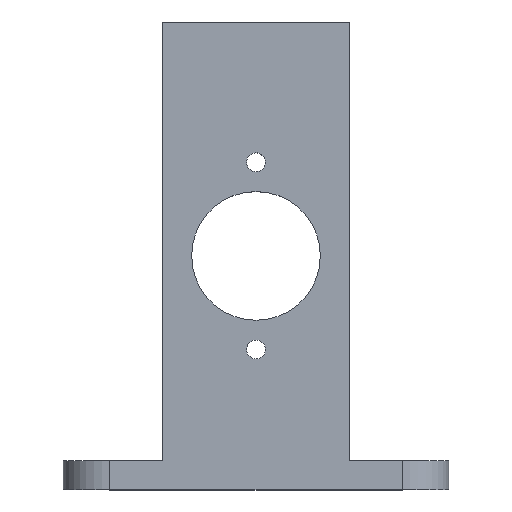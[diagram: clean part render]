
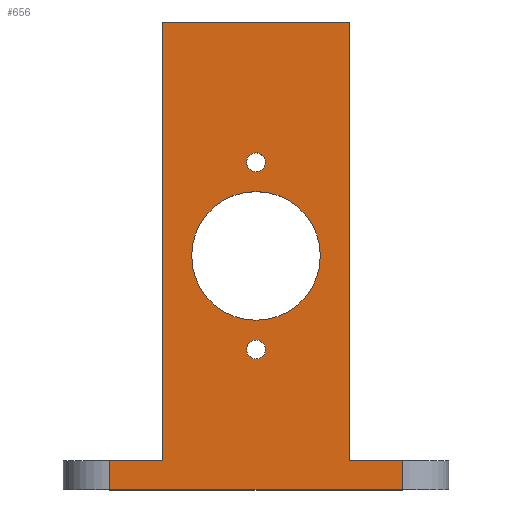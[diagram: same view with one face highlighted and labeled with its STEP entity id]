
A CAD part, top view. The second image highlights one B-rep face of the part: STEP entity #656.
In plain terms, the highlighted planar face has unit normal (0, 0, 1).
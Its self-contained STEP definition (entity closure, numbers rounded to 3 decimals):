
#63=CARTESIAN_POINT('Vertex',(-1.423,24.777,8.)) ;
#77=CARTESIAN_POINT('Vertex',(1.423,23.223,8.)) ;
#80=CARTESIAN_POINT('Axis2P3D Location',(0.,24.,8.)) ;
#97=CARTESIAN_POINT('Axis2P3D Location',(0.,24.,8.)) ;
#114=CARTESIAN_POINT('Line Origine',(16.,42.5,8.)) ;
#118=CARTESIAN_POINT('Vertex',(16.,5.,8.)) ;
#120=CARTESIAN_POINT('Vertex',(16.,80.,8.)) ;
#154=CARTESIAN_POINT('Line Origine',(25.,2.5,8.)) ;
#158=CARTESIAN_POINT('Vertex',(25.,0.,8.)) ;
#160=CARTESIAN_POINT('Vertex',(25.,5.,8.)) ;
#194=CARTESIAN_POINT('Line Origine',(0.,0.,8.)) ;
#198=CARTESIAN_POINT('Vertex',(-25.,0.,8.)) ;
#267=CARTESIAN_POINT('Vertex',(1.423,55.223,8.)) ;
#281=CARTESIAN_POINT('Vertex',(-1.423,56.777,8.)) ;
#284=CARTESIAN_POINT('Axis2P3D Location',(0.,56.,8.)) ;
#301=CARTESIAN_POINT('Axis2P3D Location',(0.,56.,8.)) ;
#441=CARTESIAN_POINT('Vertex',(-11.,40.,8.)) ;
#444=CARTESIAN_POINT('Axis2P3D Location',(0.,40.,8.)) ;
#448=CARTESIAN_POINT('Vertex',(11.,40.,8.)) ;
#468=CARTESIAN_POINT('Axis2P3D Location',(0.,40.,8.)) ;
#498=CARTESIAN_POINT('Vertex',(-16.,5.,8.)) ;
#501=CARTESIAN_POINT('Line Origine',(-16.,42.5,8.)) ;
#505=CARTESIAN_POINT('Vertex',(-16.,80.,8.)) ;
#525=CARTESIAN_POINT('Line Origine',(-25.,2.5,8.)) ;
#529=CARTESIAN_POINT('Vertex',(-25.,5.,8.)) ;
#549=CARTESIAN_POINT('Line Origine',(20.5,5.,8.)) ;
#554=CARTESIAN_POINT('Line Origine',(-20.5,5.,8.)) ;
#593=CARTESIAN_POINT('Line Origine',(0.,80.,8.)) ;
#629=CARTESIAN_POINT('Axis2P3D Location',(25.,0.,8.)) ;
#81=DIRECTION('Axis2P3D Direction',(0.,0.,-1.)) ;
#98=DIRECTION('Axis2P3D Direction',(0.,0.,-1.)) ;
#115=DIRECTION('Vector Direction',(0.,1.,0.)) ;
#155=DIRECTION('Vector Direction',(0.,1.,0.)) ;
#195=DIRECTION('Vector Direction',(-1.,0.,0.)) ;
#285=DIRECTION('Axis2P3D Direction',(0.,0.,-1.)) ;
#302=DIRECTION('Axis2P3D Direction',(0.,0.,-1.)) ;
#445=DIRECTION('Axis2P3D Direction',(-0.,0.,1.)) ;
#469=DIRECTION('Axis2P3D Direction',(-0.,0.,1.)) ;
#502=DIRECTION('Vector Direction',(0.,1.,0.)) ;
#526=DIRECTION('Vector Direction',(0.,1.,0.)) ;
#550=DIRECTION('Vector Direction',(-1.,0.,0.)) ;
#555=DIRECTION('Vector Direction',(-1.,0.,0.)) ;
#594=DIRECTION('Vector Direction',(-1.,0.,0.)) ;
#630=DIRECTION('Axis2P3D Direction',(0.,0.,-1.)) ;
#631=DIRECTION('Axis2P3D XDirection',(-1.,0.,0.)) ;
#82=AXIS2_PLACEMENT_3D('Circle Axis2P3D',#80,#81,$) ;
#99=AXIS2_PLACEMENT_3D('Circle Axis2P3D',#97,#98,$) ;
#286=AXIS2_PLACEMENT_3D('Circle Axis2P3D',#284,#285,$) ;
#303=AXIS2_PLACEMENT_3D('Circle Axis2P3D',#301,#302,$) ;
#446=AXIS2_PLACEMENT_3D('Circle Axis2P3D',#444,#445,$) ;
#470=AXIS2_PLACEMENT_3D('Circle Axis2P3D',#468,#469,$) ;
#632=AXIS2_PLACEMENT_3D('Plane Axis2P3D',#629,#630,#631) ;
#635=ORIENTED_EDGE('',*,*,#507,.F.) ;
#636=ORIENTED_EDGE('',*,*,#558,.F.) ;
#637=ORIENTED_EDGE('',*,*,#531,.F.) ;
#638=ORIENTED_EDGE('',*,*,#200,.T.) ;
#639=ORIENTED_EDGE('',*,*,#162,.T.) ;
#640=ORIENTED_EDGE('',*,*,#553,.F.) ;
#641=ORIENTED_EDGE('',*,*,#122,.T.) ;
#642=ORIENTED_EDGE('',*,*,#597,.F.) ;
#645=ORIENTED_EDGE('',*,*,#84,.T.) ;
#646=ORIENTED_EDGE('',*,*,#101,.T.) ;
#649=ORIENTED_EDGE('',*,*,#305,.T.) ;
#650=ORIENTED_EDGE('',*,*,#288,.T.) ;
#653=ORIENTED_EDGE('',*,*,#450,.F.) ;
#654=ORIENTED_EDGE('',*,*,#472,.F.) ;
#647=FACE_BOUND('',#644,.T.) ;
#651=FACE_BOUND('',#648,.T.) ;
#655=FACE_BOUND('',#652,.T.) ;
#116=VECTOR('Line Direction',#115,1.) ;
#156=VECTOR('Line Direction',#155,1.) ;
#196=VECTOR('Line Direction',#195,1.) ;
#503=VECTOR('Line Direction',#502,1.) ;
#527=VECTOR('Line Direction',#526,1.) ;
#551=VECTOR('Line Direction',#550,1.) ;
#556=VECTOR('Line Direction',#555,1.) ;
#595=VECTOR('Line Direction',#594,1.) ;
#656=ADVANCED_FACE('Corps principal',(#643,#647,#651,#655),#633,.F.) ;
#83=CIRCLE('generated circle',#82,1.621) ;
#100=CIRCLE('generated circle',#99,1.621) ;
#287=CIRCLE('generated circle',#286,1.621) ;
#304=CIRCLE('generated circle',#303,1.621) ;
#447=CIRCLE('generated circle',#446,11.) ;
#471=CIRCLE('generated circle',#470,11.) ;
#84=EDGE_CURVE('',#64,#78,#83,.T.) ;
#101=EDGE_CURVE('',#78,#64,#100,.T.) ;
#122=EDGE_CURVE('',#119,#121,#117,.T.) ;
#162=EDGE_CURVE('',#159,#161,#157,.T.) ;
#200=EDGE_CURVE('',#199,#159,#197,.F.) ;
#288=EDGE_CURVE('',#268,#282,#287,.T.) ;
#305=EDGE_CURVE('',#282,#268,#304,.T.) ;
#450=EDGE_CURVE('',#442,#449,#447,.T.) ;
#472=EDGE_CURVE('',#449,#442,#471,.T.) ;
#507=EDGE_CURVE('',#499,#506,#504,.T.) ;
#531=EDGE_CURVE('',#199,#530,#528,.T.) ;
#553=EDGE_CURVE('',#119,#161,#552,.F.) ;
#558=EDGE_CURVE('',#530,#499,#557,.F.) ;
#597=EDGE_CURVE('',#506,#121,#596,.F.) ;
#634=EDGE_LOOP('',(#635,#636,#637,#638,#639,#640,#641,#642)) ;
#644=EDGE_LOOP('',(#645,#646)) ;
#648=EDGE_LOOP('',(#649,#650)) ;
#652=EDGE_LOOP('',(#653,#654)) ;
#643=FACE_OUTER_BOUND('',#634,.T.) ;
#117=LINE('Line',#114,#116) ;
#157=LINE('Line',#154,#156) ;
#197=LINE('Line',#194,#196) ;
#504=LINE('Line',#501,#503) ;
#528=LINE('Line',#525,#527) ;
#552=LINE('Line',#549,#551) ;
#557=LINE('Line',#554,#556) ;
#596=LINE('Line',#593,#595) ;
#633=PLANE('',#632) ;
#64=VERTEX_POINT('',#63) ;
#78=VERTEX_POINT('',#77) ;
#119=VERTEX_POINT('',#118) ;
#121=VERTEX_POINT('',#120) ;
#159=VERTEX_POINT('',#158) ;
#161=VERTEX_POINT('',#160) ;
#199=VERTEX_POINT('',#198) ;
#268=VERTEX_POINT('',#267) ;
#282=VERTEX_POINT('',#281) ;
#442=VERTEX_POINT('',#441) ;
#449=VERTEX_POINT('',#448) ;
#499=VERTEX_POINT('',#498) ;
#506=VERTEX_POINT('',#505) ;
#530=VERTEX_POINT('',#529) ;
